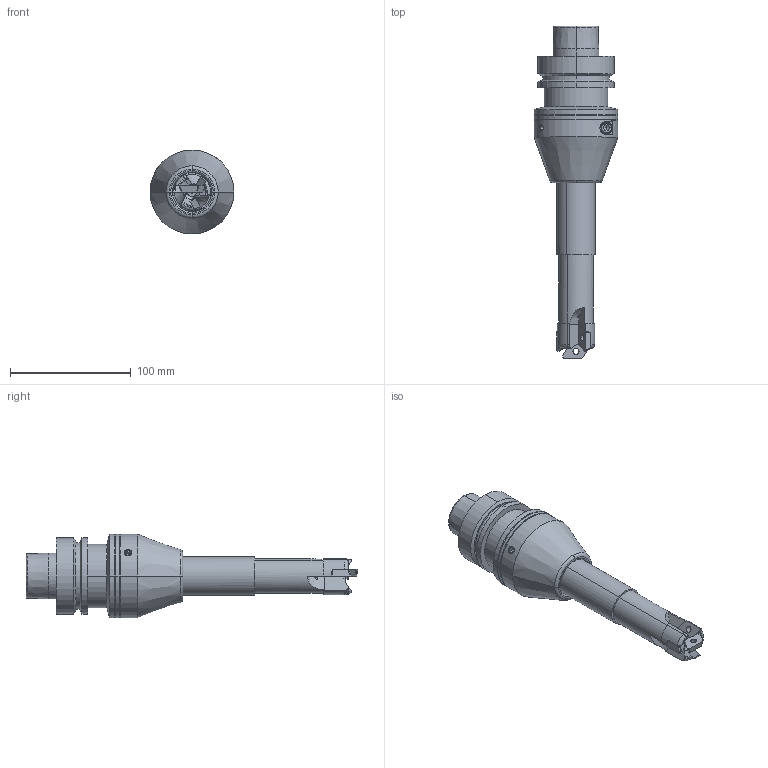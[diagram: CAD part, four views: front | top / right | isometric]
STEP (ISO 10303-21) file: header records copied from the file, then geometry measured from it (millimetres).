
FILE_DESCRIPTION(('HOOPS Exchange Step'),'2;1');
FILE_NAME('export-8E86C995-1320-40AB-82BD-27F50296E1DE.stp','2024-08-16T16:14:35+02:00',('Engineering'),('Alibre'),'HOOPS Exchange 2023.0','Alibre','Unknown authorisation');
FILE_SCHEMA( ('AP242_MANAGED_MODEL_BASED_3D_ENGINEERING_MIM_LF {1 0 10303 442 1 1 4 }') );
Length unit declared in the file: millimetre
Products named in the file (4): 6929 Ø32 Z=3 L=200 CL=80 Ap=16 Shoulder Milling ALU-Cutter (TE90XEV 332-32-16-L200); 6940 HYDRO-GRIP COMPACT 32 - HSK63F; 6931 XEVT 160508R-AL K10 Sharp ground  polished inserts (ALU  non-ferrous materials); 6929 DEMO Assembly 6940ETP
Assembly tree (5 placements, depth 2):
  6929 DEMO Assembly 6940ETP
    6929 Ø32 Z=3 L=200 CL=80 Ap=16 Shoulder Milling ALU-Cutter (TE90XEV 332-32-16-L200)
    6940 HYDRO-GRIP COMPACT 32 - HSK63F
    6931 XEVT 160508R-AL K10 Sharp ground  polished inserts (ALU  non-ferrous materials)  x3
Bounding box: 69.5 x 275.1 x 69.5 mm (x, y, z)
Volume: 389448 mm3; surface area: 74193.8 mm2
Topology: 6 solids, 8 shells, 356 faces, 923 edges, 577 vertices
Faces by surface type: plane 97, cylinder 91, cone 71, torus 70, bspline 27
Entity records: 12862 total; most frequent: CARTESIAN_POINT 5022, DIRECTION 1597, ORIENTED_EDGE 1584, EDGE_CURVE 792, AXIS2_PLACEMENT_3D 661, VERTEX_POINT 505, CIRCLE 352, EDGE_LOOP 345
